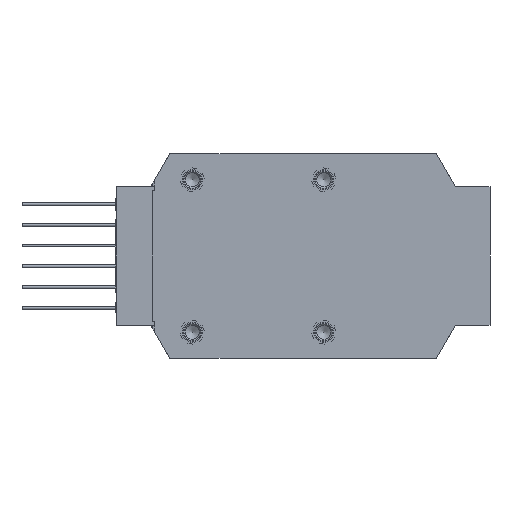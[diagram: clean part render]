
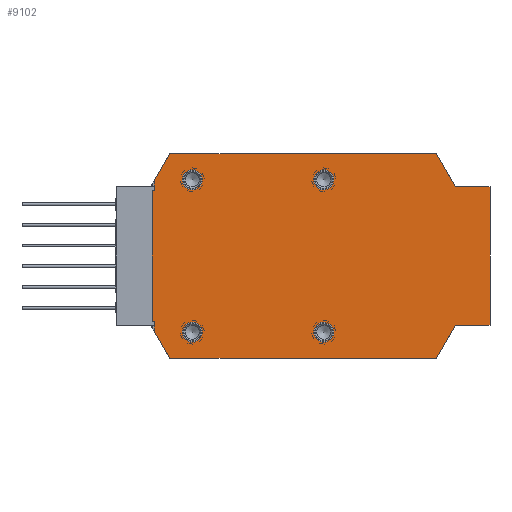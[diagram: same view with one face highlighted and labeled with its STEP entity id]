
A CAD part, front view. The second image highlights one B-rep face of the part: STEP entity #9102.
In plain terms, the highlighted planar face has unit normal (0, -1, 0).
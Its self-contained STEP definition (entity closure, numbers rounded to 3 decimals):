
#9102=ADVANCED_FACE('',(#61959,#61961,#61963,#61965,#61967),#61969,.F.);
#61959=FACE_BOUND('',#61960,.T.);
#61960=EDGE_LOOP('',(#104312,#104313,#104314,#104315,#104316,#104317,#104318,#104319,
#104320,#104321,#104322,#104323,#104324,#104325));
#61961=FACE_BOUND('',#61962,.T.);
#61962=EDGE_LOOP('',(#104326));
#61963=FACE_BOUND('',#61964,.T.);
#61964=EDGE_LOOP('',(#104327));
#61965=FACE_BOUND('',#61966,.T.);
#61966=EDGE_LOOP('',(#104328));
#61967=FACE_BOUND('',#61968,.T.);
#61968=EDGE_LOOP('',(#104329));
#61969=PLANE('',#61970);
#61970=AXIS2_PLACEMENT_3D('',#61971,#61972,#61973);
#61971=CARTESIAN_POINT('',(0.,0.,0.));
#61972=DIRECTION('',(-0.,1.,0.));
#61973=DIRECTION('',(1.,0.,0.));
#104312=ORIENTED_EDGE('',*,*,#136429,.F.);
#104313=ORIENTED_EDGE('',*,*,#136430,.T.);
#104314=ORIENTED_EDGE('',*,*,#136431,.F.);
#104315=ORIENTED_EDGE('',*,*,#136432,.F.);
#104316=ORIENTED_EDGE('',*,*,#136433,.F.);
#104317=ORIENTED_EDGE('',*,*,#136405,.F.);
#104318=ORIENTED_EDGE('',*,*,#136417,.F.);
#104319=ORIENTED_EDGE('',*,*,#136415,.F.);
#104320=ORIENTED_EDGE('',*,*,#136434,.F.);
#104321=ORIENTED_EDGE('',*,*,#136435,.F.);
#104322=ORIENTED_EDGE('',*,*,#136436,.F.);
#104323=ORIENTED_EDGE('',*,*,#136437,.T.);
#104324=ORIENTED_EDGE('',*,*,#136438,.F.);
#104325=ORIENTED_EDGE('',*,*,#136439,.T.);
#104326=ORIENTED_EDGE('',*,*,#136440,.T.);
#104327=ORIENTED_EDGE('',*,*,#136441,.T.);
#104328=ORIENTED_EDGE('',*,*,#136442,.T.);
#104329=ORIENTED_EDGE('',*,*,#136443,.T.);
#136405=EDGE_CURVE('',#155408,#155410,#155411,.T.);
#136415=EDGE_CURVE('',#155426,#155428,#155429,.T.);
#136417=EDGE_CURVE('',#155428,#155408,#155431,.T.);
#136429=EDGE_CURVE('',#155453,#155454,#155455,.T.);
#136430=EDGE_CURVE('',#155453,#155456,#155457,.F.);
#136431=EDGE_CURVE('',#155458,#155456,#155459,.T.);
#136432=EDGE_CURVE('',#155460,#155458,#155461,.T.);
#136433=EDGE_CURVE('',#155410,#155460,#155462,.T.);
#136434=EDGE_CURVE('',#155463,#155426,#155464,.T.);
#136435=EDGE_CURVE('',#155465,#155463,#155466,.T.);
#136436=EDGE_CURVE('',#155467,#155465,#155468,.T.);
#136437=EDGE_CURVE('',#155467,#155469,#155470,.F.);
#136438=EDGE_CURVE('',#155471,#155469,#155472,.T.);
#136439=EDGE_CURVE('',#155471,#155454,#155473,.F.);
#136440=EDGE_CURVE('',#155474,#155474,#155475,.T.);
#136441=EDGE_CURVE('',#155476,#155476,#155477,.T.);
#136442=EDGE_CURVE('',#155478,#155478,#155479,.T.);
#136443=EDGE_CURVE('',#155480,#155480,#155481,.T.);
#155408=VERTEX_POINT('',#190336);
#155410=VERTEX_POINT('',#190340);
#155411=LINE('',#190341,#190342);
#155426=VERTEX_POINT('',#190374);
#155428=VERTEX_POINT('',#190378);
#155429=LINE('',#190379,#190380);
#155431=LINE('',#190385,#190386);
#155453=VERTEX_POINT('',#190439);
#155454=VERTEX_POINT('',#190440);
#155455=LINE('',#190441,#190442);
#155456=VERTEX_POINT('',#190444);
#155457=LINE('',#190445,#190446);
#155458=VERTEX_POINT('',#190448);
#155459=LINE('',#190449,#190450);
#155460=VERTEX_POINT('',#190452);
#155461=LINE('',#190453,#190454);
#155462=LINE('',#190456,#190457);
#155463=VERTEX_POINT('',#190459);
#155464=LINE('',#190460,#190461);
#155465=VERTEX_POINT('',#190463);
#155466=LINE('',#190464,#190465);
#155467=VERTEX_POINT('',#190467);
#155468=LINE('',#190468,#190469);
#155469=VERTEX_POINT('',#190471);
#155470=LINE('',#190472,#190473);
#155471=VERTEX_POINT('',#190475);
#155472=LINE('',#190476,#190477);
#155473=LINE('',#190479,#190480);
#155474=VERTEX_POINT('',#190482);
#155475=CIRCLE('',#190483,6.5);
#155476=VERTEX_POINT('',#190487);
#155477=CIRCLE('',#190488,6.5);
#155478=VERTEX_POINT('',#190492);
#155479=CIRCLE('',#190493,6.5);
#155480=VERTEX_POINT('',#190497);
#155481=CIRCLE('',#190498,6.5);
#190336=CARTESIAN_POINT('',(135.,0.,-50.));
#190340=CARTESIAN_POINT('',(110.,0.,-50.));
#190341=CARTESIAN_POINT('',(135.,0.,-50.));
#190342=VECTOR('',#190343,1.);
#190343=DIRECTION('',(-1.,0.,0.));
#190374=CARTESIAN_POINT('',(110.,0.,50.));
#190378=CARTESIAN_POINT('',(135.,0.,50.));
#190379=CARTESIAN_POINT('',(110.,0.,50.));
#190380=VECTOR('',#190381,1.);
#190381=DIRECTION('',(1.,0.,0.));
#190385=CARTESIAN_POINT('',(135.,0.,50.));
#190386=VECTOR('',#190387,1.);
#190387=DIRECTION('',(0.,0.,-1.));
#190439=CARTESIAN_POINT('',(-107.5,0.,-47.381));
#190440=CARTESIAN_POINT('',(-109.,0.,-47.25));
#190441=CARTESIAN_POINT('',(-107.5,0.,-47.381));
#190442=VECTOR('',#190443,1.);
#190443=DIRECTION('',(-0.996,0.,0.087));
#190444=CARTESIAN_POINT('',(-107.5,0.,-54.33));
#190445=CARTESIAN_POINT('',(-107.5,0.,-54.33));
#190446=VECTOR('',#190447,1.);
#190447=DIRECTION('',(0.,0.,1.));
#190448=CARTESIAN_POINT('',(-96.144,0.,-74.));
#190449=CARTESIAN_POINT('',(-96.144,0.,-74.));
#190450=VECTOR('',#190451,1.);
#190451=DIRECTION('',(-0.5,0.,0.866));
#190452=CARTESIAN_POINT('',(96.144,0.,-74.));
#190453=CARTESIAN_POINT('',(96.144,0.,-74.));
#190454=VECTOR('',#190455,1.);
#190455=DIRECTION('',(-1.,0.,0.));
#190456=CARTESIAN_POINT('',(110.,0.,-50.));
#190457=VECTOR('',#190458,1.);
#190458=DIRECTION('',(-0.5,0.,-0.866));
#190459=CARTESIAN_POINT('',(96.144,0.,74.));
#190460=CARTESIAN_POINT('',(96.144,0.,74.));
#190461=VECTOR('',#190462,1.);
#190462=DIRECTION('',(0.5,0.,-0.866));
#190463=CARTESIAN_POINT('',(-96.144,0.,74.));
#190464=CARTESIAN_POINT('',(-96.144,0.,74.));
#190465=VECTOR('',#190466,1.);
#190466=DIRECTION('',(1.,0.,0.));
#190467=CARTESIAN_POINT('',(-107.5,0.,54.33));
#190468=CARTESIAN_POINT('',(-107.5,0.,54.33));
#190469=VECTOR('',#190470,1.);
#190470=DIRECTION('',(0.5,0.,0.866));
#190471=CARTESIAN_POINT('',(-107.5,0.,47.381));
#190472=CARTESIAN_POINT('',(-107.5,0.,47.381));
#190473=VECTOR('',#190474,1.);
#190474=DIRECTION('',(0.,0.,1.));
#190475=CARTESIAN_POINT('',(-109.,0.,47.25));
#190476=CARTESIAN_POINT('',(-109.,0.,47.25));
#190477=VECTOR('',#190478,1.);
#190478=DIRECTION('',(0.996,0.,0.087));
#190479=CARTESIAN_POINT('',(-109.,0.,-47.25));
#190480=VECTOR('',#190481,1.);
#190481=DIRECTION('',(0.,0.,1.));
#190482=CARTESIAN_POINT('',(21.5,0.,-55.));
#190483=AXIS2_PLACEMENT_3D('',#190484,#190485,#190486);
#190484=CARTESIAN_POINT('',(15.,0.,-55.));
#190485=DIRECTION('',(-0.,1.,0.));
#190486=DIRECTION('',(1.,0.,0.));
#190487=CARTESIAN_POINT('',(-73.5,0.,55.));
#190488=AXIS2_PLACEMENT_3D('',#190489,#190490,#190491);
#190489=CARTESIAN_POINT('',(-80.,0.,55.));
#190490=DIRECTION('',(-0.,1.,0.));
#190491=DIRECTION('',(1.,0.,0.));
#190492=CARTESIAN_POINT('',(-73.5,0.,-55.));
#190493=AXIS2_PLACEMENT_3D('',#190494,#190495,#190496);
#190494=CARTESIAN_POINT('',(-80.,0.,-55.));
#190495=DIRECTION('',(-0.,1.,0.));
#190496=DIRECTION('',(1.,0.,0.));
#190497=CARTESIAN_POINT('',(21.5,0.,55.));
#190498=AXIS2_PLACEMENT_3D('',#190499,#190500,#190501);
#190499=CARTESIAN_POINT('',(15.,0.,55.));
#190500=DIRECTION('',(-0.,1.,0.));
#190501=DIRECTION('',(1.,0.,0.));
